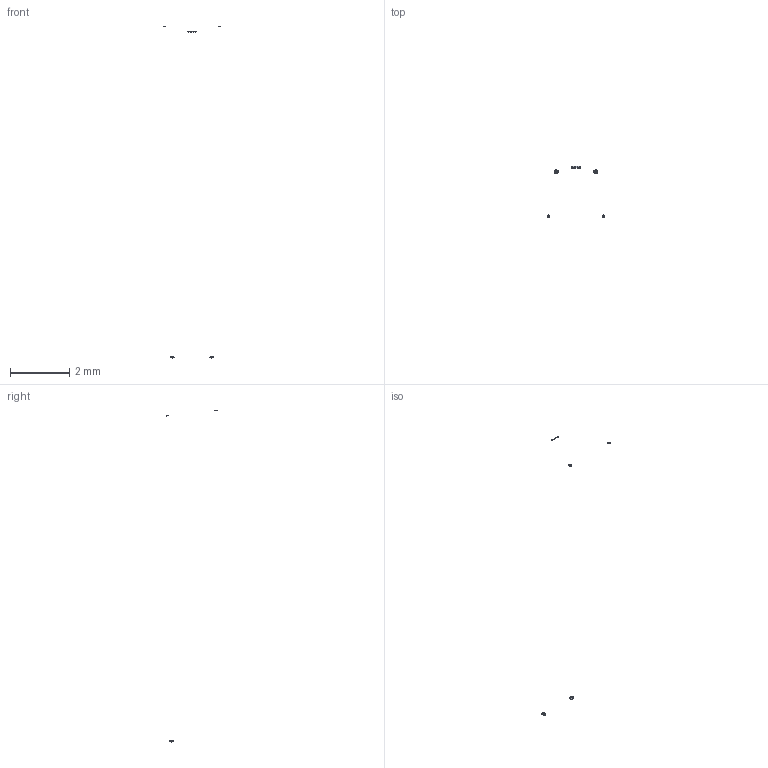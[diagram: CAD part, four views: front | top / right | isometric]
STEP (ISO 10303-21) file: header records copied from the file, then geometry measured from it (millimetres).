
FILE_DESCRIPTION (( 'STEP AP203' ), '1' );
FILE_NAME ('Body Lights Red_Default_sldprt.STEP', '2019-12-12T20:29:21', ( '' ), ( '' ), 'SwSTEP 2.0', 'SolidWorks 2017', '' );
FILE_SCHEMA (( 'CONFIG_CONTROL_DESIGN' ));
Length unit declared in the file: millimetre
Products named in the file (1): Body Lights Red_Default_sldprt
Bounding box: 1.95 x 1.73 x 11.21 mm (x, y, z)
Surface area: 0.2 mm2 (no closed solid volume)
Topology: 0 solids, 7 shells, 1388 faces, 2096 edges, 721 vertices
Faces by surface type: plane 1388
Entity records: 27281 total; most frequent: DIRECTION 4874, CARTESIAN_POINT 4206, ORIENTED_EDGE 4164, EDGE_CURVE 2096, VECTOR 2096, LINE 2096, AXIS2_PLACEMENT_3D 1389, FACE_OUTER_BOUND 1388
